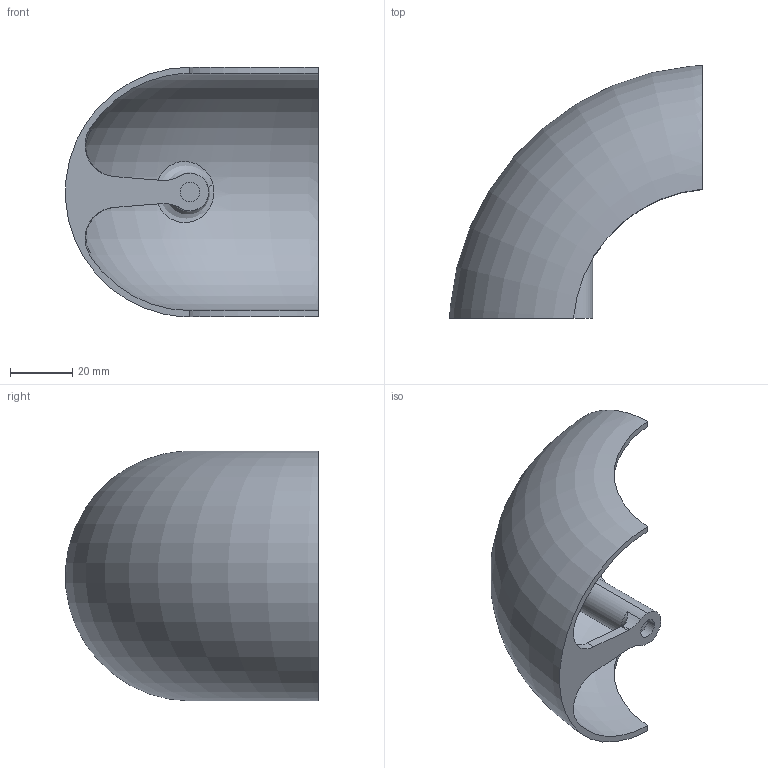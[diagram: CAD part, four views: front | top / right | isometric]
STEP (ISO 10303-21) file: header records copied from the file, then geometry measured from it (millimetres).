
FILE_DESCRIPTION (( 'STEP AP203' ), '1' );
FILE_NAME ('C1.STEP', '2024-08-29T03:22:24', ( '' ), ( '' ), 'SwSTEP 2.0', 'SolidWorks 2022', '' );
FILE_SCHEMA (( 'CONFIG_CONTROL_DESIGN' ));
Length unit declared in the file: millimetre
Products named in the file (1): C1
Bounding box: 80.99 x 80.99 x 80 mm (x, y, z)
Volume: 33714.9 mm3; surface area: 28877 mm2
Topology: 1 solids, 1 shells, 23 faces, 63 edges, 42 vertices
Faces by surface type: cylinder 9, plane 6, bspline 5, torus 3
Entity records: 1752 total; most frequent: CARTESIAN_POINT 1132, ORIENTED_EDGE 126, DIRECTION 97, EDGE_CURVE 63, VERTEX_POINT 42, AXIS2_PLACEMENT_3D 40, B_SPLINE_CURVE_WITH_KNOTS 25, EDGE_LOOP 25
